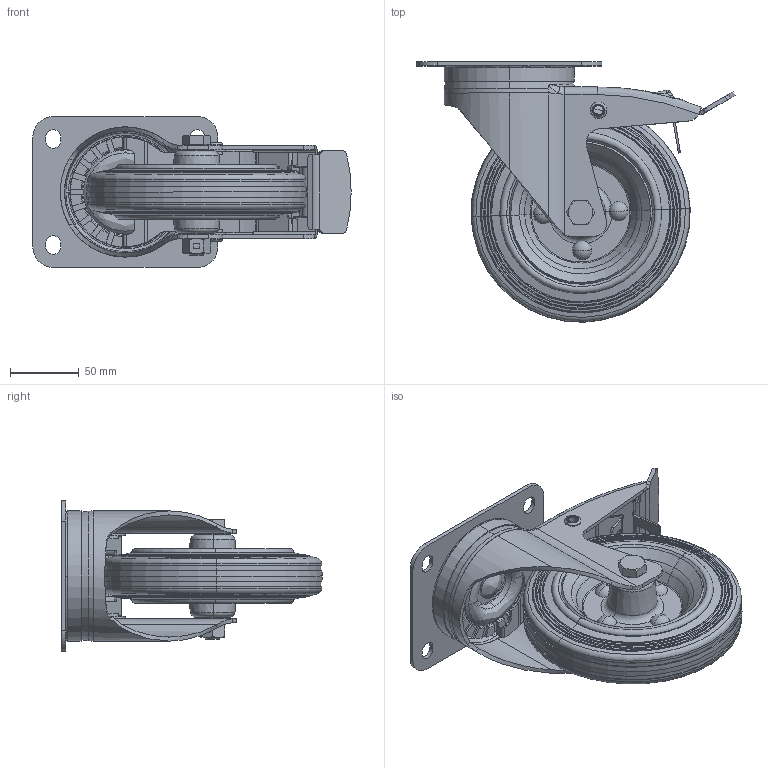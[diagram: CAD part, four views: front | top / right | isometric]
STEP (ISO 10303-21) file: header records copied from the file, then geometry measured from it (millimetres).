
FILE_DESCRIPTION (( 'STEP AP214' ), '1' );
FILE_NAME ('0029354_L-IS-SGS-160-R-3-DSN-grau.STEP', '2016-10-11T12:53:21', ( '' ), ( '' ), 'SwSTEP 2.0', 'SolidWorks 2016', '' );
FILE_SCHEMA (( 'AUTOMOTIVE_DESIGN' ));
Length unit declared in the file: millimetre
Products named in the file (1): 0029354_L-IS-SGS-160-R-3-DSN-grau
Bounding box: 232.21 x 189.94 x 110 mm (x, y, z)
Surface area: 280059.4 mm2 (no closed solid volume)
Topology: 0 solids, 30 shells, 1630 faces, 4213 edges, 2664 vertices
Faces by surface type: plane 696, cylinder 348, bspline 322, cone 158, torus 106
Entity records: 83983 total; most frequent: CARTESIAN_POINT 28049, ORIENTED_EDGE 8376, DIRECTION 7245, EDGE_CURVE 4188, VERTEX_POINT 2664, AXIS2_PLACEMENT_3D 2619, LINE 2007, VECTOR 2007
